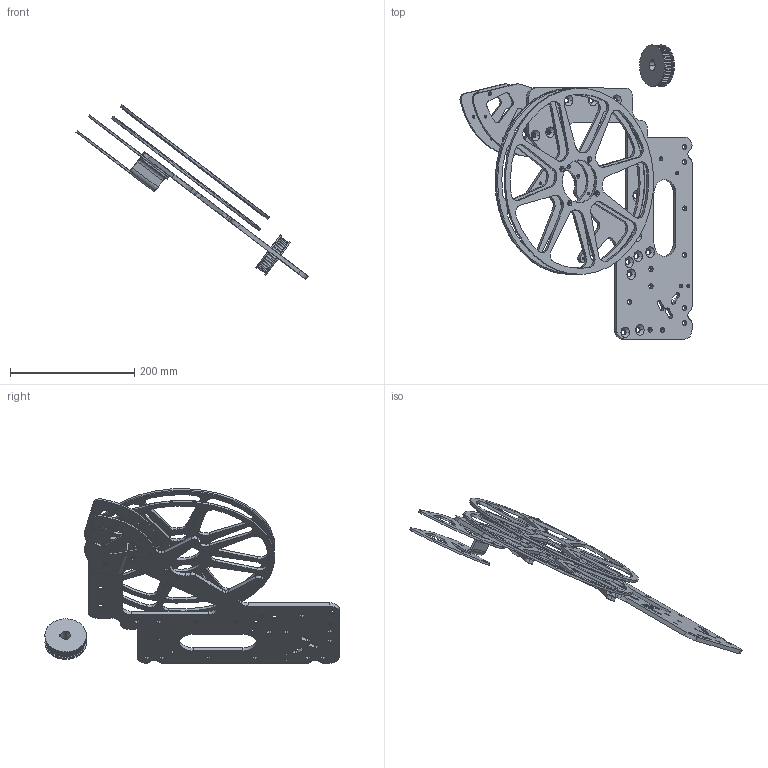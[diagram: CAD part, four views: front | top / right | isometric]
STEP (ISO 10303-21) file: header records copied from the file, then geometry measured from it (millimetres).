
FILE_DESCRIPTION(('CATIA V5 STEP','CAx-IF Rec.Pracs.--- Model Styling and Organization---1.5--- 2016-08-15','CAx-IF Rec.Pracs.---Supplemental Geometry---1.0---2011-11-01','CAx-IF Rec.Pracs.--- Composite Materials ---3.4---2017-06-13','CAx-IF Rec.Pracs.---Tessellated 3D Geometry---1.0---2015-12-17'),'2;1');
FILE_NAME('Cable_module_exterieur_simple2.stp','2023-09-25T17:50:05+00:00',('none'),('none'),'CATIA Version 5-6 Release 2021 SP3','CATIA V5 STEP AP242 v2','none');
FILE_SCHEMA(('AP242_MANAGED_MODEL_BASED_3D_ENGINEERING_MIM_LF {1 0 10303 442 1 1 4}'));
Length unit declared in the file: millimetre
Products named in the file (12): ASSEMBLAGE H18; ASS_SIDE_PANEL_INVERSE; RBOT9-SUB53_POULIE EXTREMITE; RBOT9-SUB24_Défaut; RBOT9-IT90_Extérieur; RBOT9-IT90_Défaut; RBOT9-IT88_Défaut; RBOT9-SUB54; RBOT9-IT97_Défaut; RBOT9-IT96_Défaut; RBOT9-20T5M_teeth_Défaut; RBOT9-40T5M_Défaut
Assembly tree (11 placements, depth 5):
  ASSEMBLAGE H18
    ASS_SIDE_PANEL_INVERSE
      RBOT9-SUB53_POULIE EXTREMITE
        RBOT9-SUB24_Défaut
          RBOT9-IT90_Extérieur
          RBOT9-IT90_Défaut
        RBOT9-IT88_Défaut
        RBOT9-SUB54
          RBOT9-IT97_Défaut
          RBOT9-IT96_Défaut
        RBOT9-20T5M_teeth_Défaut
        RBOT9-40T5M_Défaut
Bounding box: 373.85 x 474.1 x 281.23 mm (x, y, z)
Volume: 734831.5 mm3; surface area: 333803.4 mm2
Topology: 6 solids, 6 shells, 587 faces, 1769 edges, 1196 vertices
Faces by surface type: cylinder 441, plane 108, cone 38
Entity records: 22966 total; most frequent: CARTESIAN_POINT 8122, ORIENTED_EDGE 3538, DIRECTION 2139, EDGE_CURVE 1769, VERTEX_POINT 1196, AXIS2_PLACEMENT_3D 998, EDGE_LOOP 763, VECTOR 745
